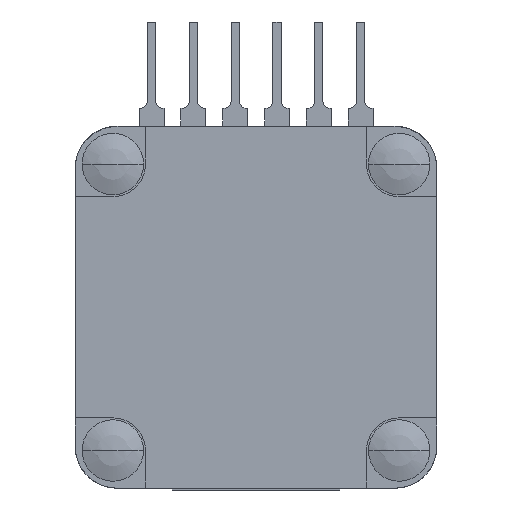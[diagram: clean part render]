
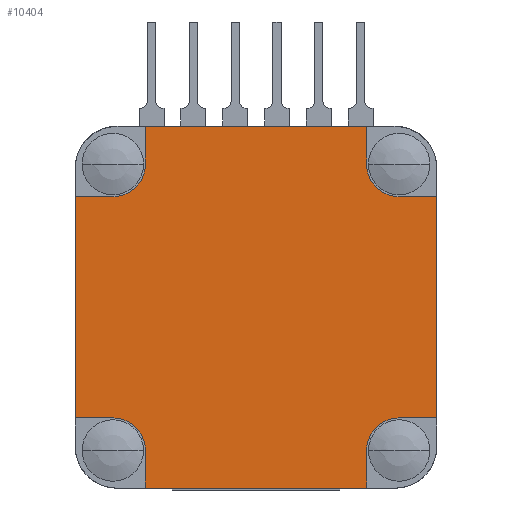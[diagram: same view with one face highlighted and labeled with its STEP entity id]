
A CAD part, front view. The second image highlights one B-rep face of the part: STEP entity #10404.
In plain terms, the highlighted planar face has unit normal (0, -1, 0).
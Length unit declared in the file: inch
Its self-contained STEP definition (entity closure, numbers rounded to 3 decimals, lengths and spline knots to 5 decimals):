
#545=CARTESIAN_POINT('',(-0.3425,-0.408,-0.343));
#546=DIRECTION('',(0.,1.,0.));
#547=DIRECTION('',(0.,0.,1.));
#548=AXIS2_PLACEMENT_3D('',#545,#546,#547);
#559=DIRECTION('',(0.,0.,-1.));
#560=VECTOR('',#559,0.09);
#561=CARTESIAN_POINT('',(0.2645,-0.408,0.432));
#562=LINE('',#561,#560);
#563=DIRECTION('',(-1.,0.,0.));
#564=VECTOR('',#563,0.09);
#565=CARTESIAN_POINT('',(0.4325,-0.408,0.264));
#566=LINE('',#565,#564);
#567=DIRECTION('',(0.,0.,-1.));
#568=VECTOR('',#567,0.529);
#569=CARTESIAN_POINT('',(0.4325,-0.408,0.264));
#570=LINE('',#569,#568);
#571=DIRECTION('',(-1.,0.,0.));
#572=VECTOR('',#571,0.09);
#573=CARTESIAN_POINT('',(0.4325,-0.408,-0.265));
#574=LINE('',#573,#572);
#575=DIRECTION('',(0.,0.,1.));
#576=VECTOR('',#575,0.09);
#577=CARTESIAN_POINT('',(0.2645,-0.408,-0.433));
#578=LINE('',#577,#576);
#579=DIRECTION('',(-1.,0.,0.));
#580=VECTOR('',#579,0.529);
#581=CARTESIAN_POINT('',(0.2645,-0.408,-0.433));
#582=LINE('',#581,#580);
#583=DIRECTION('',(0.,0.,1.));
#584=VECTOR('',#583,0.09);
#585=CARTESIAN_POINT('',(-0.2645,-0.408,-0.433));
#586=LINE('',#585,#584);
#587=DIRECTION('',(1.,0.,0.));
#588=VECTOR('',#587,0.09);
#589=CARTESIAN_POINT('',(-0.4325,-0.408,-0.265));
#590=LINE('',#589,#588);
#591=DIRECTION('',(0.,0.,1.));
#592=VECTOR('',#591,0.529);
#593=CARTESIAN_POINT('',(-0.4325,-0.408,-0.265));
#594=LINE('',#593,#592);
#595=DIRECTION('',(1.,0.,0.));
#596=VECTOR('',#595,0.09);
#597=CARTESIAN_POINT('',(-0.4325,-0.408,0.264));
#598=LINE('',#597,#596);
#599=DIRECTION('',(0.,0.,-1.));
#600=VECTOR('',#599,0.09);
#601=CARTESIAN_POINT('',(-0.2645,-0.408,0.432));
#602=LINE('',#601,#600);
#603=DIRECTION('',(1.,0.,0.));
#604=VECTOR('',#603,0.529);
#605=CARTESIAN_POINT('',(-0.2645,-0.408,0.432));
#606=LINE('',#605,#604);
#611=CARTESIAN_POINT('',(0.3425,-0.408,0.342));
#612=DIRECTION('',(0.,1.,0.));
#613=DIRECTION('',(0.,0.,-1.));
#614=AXIS2_PLACEMENT_3D('',#611,#612,#613);
#680=CARTESIAN_POINT('',(0.3425,-0.408,-0.343));
#681=DIRECTION('',(0.,1.,0.));
#682=DIRECTION('',(-1.,0.,0.));
#683=AXIS2_PLACEMENT_3D('',#680,#681,#682);
#749=CARTESIAN_POINT('',(-0.3425,-0.408,0.342));
#750=DIRECTION('',(0.,1.,0.));
#751=DIRECTION('',(1.,0.,0.));
#752=AXIS2_PLACEMENT_3D('',#749,#750,#751);
#9184=CARTESIAN_POINT('',(-0.2645,-0.408,0.432));
#9185=VERTEX_POINT('',#9184);
#9186=CARTESIAN_POINT('',(0.2645,-0.408,0.432));
#9187=VERTEX_POINT('',#9186);
#9192=CARTESIAN_POINT('',(0.4325,-0.408,-0.265));
#9193=VERTEX_POINT('',#9192);
#9194=CARTESIAN_POINT('',(0.4325,-0.408,0.264));
#9195=VERTEX_POINT('',#9194);
#9200=CARTESIAN_POINT('',(0.2645,-0.408,-0.433));
#9201=VERTEX_POINT('',#9200);
#9202=CARTESIAN_POINT('',(-0.2645,-0.408,-0.433));
#9203=VERTEX_POINT('',#9202);
#9208=CARTESIAN_POINT('',(-0.4325,-0.408,-0.265));
#9209=VERTEX_POINT('',#9208);
#9210=CARTESIAN_POINT('',(-0.4325,-0.408,0.264));
#9211=VERTEX_POINT('',#9210);
#9212=CARTESIAN_POINT('',(0.2645,-0.408,-0.343));
#9214=VERTEX_POINT('',#9212);
#9216=CARTESIAN_POINT('',(0.3425,-0.408,-0.265));
#9218=VERTEX_POINT('',#9216);
#9220=CARTESIAN_POINT('',(0.3425,-0.408,0.264));
#9222=VERTEX_POINT('',#9220);
#9224=CARTESIAN_POINT('',(0.2645,-0.408,0.342));
#9226=VERTEX_POINT('',#9224);
#9228=CARTESIAN_POINT('',(-0.2645,-0.408,0.342));
#9230=VERTEX_POINT('',#9228);
#9232=CARTESIAN_POINT('',(-0.3425,-0.408,0.264));
#9234=VERTEX_POINT('',#9232);
#9236=CARTESIAN_POINT('',(-0.3425,-0.408,-0.265));
#9238=VERTEX_POINT('',#9236);
#9240=CARTESIAN_POINT('',(-0.2645,-0.408,-0.343));
#9242=VERTEX_POINT('',#9240);
#10371=CARTESIAN_POINT('',(0.,-0.408,-0.0005));
#10372=DIRECTION('',(0.,1.,0.));
#10373=DIRECTION('',(0.,0.,-1.));
#10374=AXIS2_PLACEMENT_3D('',#10371,#10372,#10373);
#10375=PLANE('',#10374);
#10377=ORIENTED_EDGE('',*,*,#10376,.T.);
#10379=ORIENTED_EDGE('',*,*,#10378,.F.);
#10381=ORIENTED_EDGE('',*,*,#10380,.F.);
#10382=ORIENTED_EDGE('',*,*,#10149,.T.);
#10384=ORIENTED_EDGE('',*,*,#10383,.T.);
#10386=ORIENTED_EDGE('',*,*,#10385,.F.);
#10388=ORIENTED_EDGE('',*,*,#10387,.F.);
#10389=ORIENTED_EDGE('',*,*,#10235,.T.);
#10391=ORIENTED_EDGE('',*,*,#10390,.T.);
#10392=ORIENTED_EDGE('',*,*,#10336,.F.);
#10393=ORIENTED_EDGE('',*,*,#10359,.F.);
#10394=ORIENTED_EDGE('',*,*,#9915,.T.);
#10396=ORIENTED_EDGE('',*,*,#10395,.T.);
#10398=ORIENTED_EDGE('',*,*,#10397,.F.);
#10400=ORIENTED_EDGE('',*,*,#10399,.F.);
#10401=ORIENTED_EDGE('',*,*,#10009,.T.);
#10402=EDGE_LOOP('',(#10377,#10379,#10381,#10382,#10384,#10386,#10388,#10389,
#10391,#10392,#10393,#10394,#10396,#10398,#10400,#10401));
#10403=FACE_OUTER_BOUND('',#10402,.F.);
#10404=ADVANCED_FACE('',(#10403),#10375,.F.);
#549=CIRCLE('',#548,0.078);
#615=CIRCLE('',#614,0.078);
#684=CIRCLE('',#683,0.078);
#753=CIRCLE('',#752,0.078);
#9915=EDGE_CURVE('',#9209,#9211,#594,.T.);
#10009=EDGE_CURVE('',#9185,#9187,#606,.T.);
#10149=EDGE_CURVE('',#9195,#9193,#570,.T.);
#10235=EDGE_CURVE('',#9201,#9203,#582,.T.);
#10336=EDGE_CURVE('',#9238,#9242,#549,.T.);
#10359=EDGE_CURVE('',#9209,#9238,#590,.T.);
#10376=EDGE_CURVE('',#9187,#9226,#562,.T.);
#10378=EDGE_CURVE('',#9222,#9226,#615,.T.);
#10380=EDGE_CURVE('',#9195,#9222,#566,.T.);
#10383=EDGE_CURVE('',#9193,#9218,#574,.T.);
#10385=EDGE_CURVE('',#9214,#9218,#684,.T.);
#10387=EDGE_CURVE('',#9201,#9214,#578,.T.);
#10390=EDGE_CURVE('',#9203,#9242,#586,.T.);
#10395=EDGE_CURVE('',#9211,#9234,#598,.T.);
#10397=EDGE_CURVE('',#9230,#9234,#753,.T.);
#10399=EDGE_CURVE('',#9185,#9230,#602,.T.);
